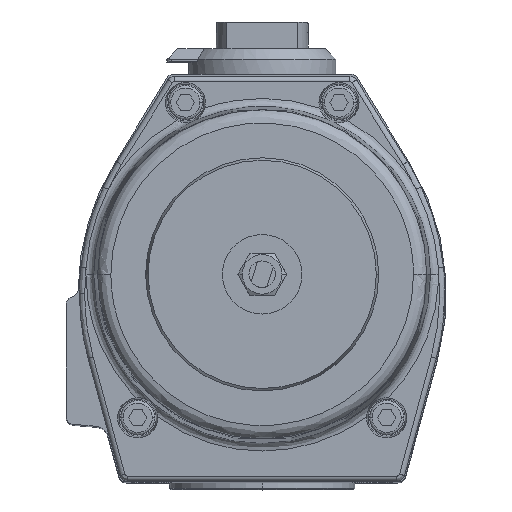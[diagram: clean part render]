
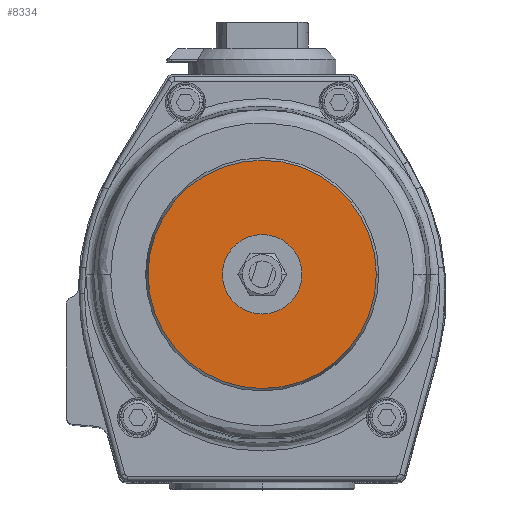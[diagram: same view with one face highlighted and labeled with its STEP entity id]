
A CAD part, top view. The second image highlights one B-rep face of the part: STEP entity #8334.
In plain terms, the highlighted planar face has unit normal (0, 0, 1).
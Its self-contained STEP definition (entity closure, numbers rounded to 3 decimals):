
#55 = DIRECTION ( 'NONE',  ( 0., 0., 1. ) ) ;
#308 = EDGE_LOOP ( 'NONE', ( #14599, #12262 ) ) ;
#380 = DIRECTION ( 'NONE',  ( -1., 0., 0. ) ) ;
#1288 = AXIS2_PLACEMENT_3D ( 'NONE', #13042, #55, #11887 ) ;
#1497 = CIRCLE ( 'NONE', #13517, 15. ) ;
#1810 = FACE_BOUND ( 'NONE', #308, .T. ) ;
#1863 = EDGE_CURVE ( 'NONE', #8018, #5908, #13979, .T. ) ;
#3502 = CARTESIAN_POINT ( 'NONE',  ( 43.09, 0., 0. ) ) ;
#3653 = CARTESIAN_POINT ( 'NONE',  ( 0., 0., 0. ) ) ;
#4030 = FACE_OUTER_BOUND ( 'NONE', #6464, .T. ) ;
#4497 = DIRECTION ( 'NONE',  ( -1., 0., 0. ) ) ;
#4690 = ORIENTED_EDGE ( 'NONE', *, *, #1863, .F. ) ;
#4885 = DIRECTION ( 'NONE',  ( -1., 0., 0. ) ) ;
#5537 = CIRCLE ( 'NONE', #13088, 15. ) ;
#5851 = DIRECTION ( 'NONE',  ( 0., 0., -1. ) ) ;
#5908 = VERTEX_POINT ( 'NONE', #10086 ) ;
#6464 = EDGE_LOOP ( 'NONE', ( #6830, #4690 ) ) ;
#6830 = ORIENTED_EDGE ( 'NONE', *, *, #7351, .F. ) ;
#7351 = EDGE_CURVE ( 'NONE', #5908, #8018, #8320, .T. ) ;
#7506 = DIRECTION ( 'NONE',  ( 0., 0., -1. ) ) ;
#7610 = VERTEX_POINT ( 'NONE', #8726 ) ;
#8018 = VERTEX_POINT ( 'NONE', #3502 ) ;
#8029 = DIRECTION ( 'NONE',  ( 0., 0., -1. ) ) ;
#8051 = DIRECTION ( 'NONE',  ( -1., 0., 0. ) ) ;
#8320 = CIRCLE ( 'NONE', #12299, 43.09 ) ;
#8334 = ADVANCED_FACE ( 'NONE', ( #1810, #4030 ), #15292, .T. ) ;
#8726 = CARTESIAN_POINT ( 'NONE',  ( -15., 0., 0. ) ) ;
#8944 = EDGE_CURVE ( 'NONE', #14719, #7610, #5537, .T. ) ;
#9175 = DIRECTION ( 'NONE',  ( 0., 0., -1. ) ) ;
#10086 = CARTESIAN_POINT ( 'NONE',  ( -43.09, 0., 0. ) ) ;
#11467 = CARTESIAN_POINT ( 'NONE',  ( 0., 0., 0. ) ) ;
#11487 = CARTESIAN_POINT ( 'NONE',  ( 0., 0., 0. ) ) ;
#11887 = DIRECTION ( 'NONE',  ( 1., 0., 0. ) ) ;
#12262 = ORIENTED_EDGE ( 'NONE', *, *, #8944, .T. ) ;
#12299 = AXIS2_PLACEMENT_3D ( 'NONE', #11467, #8029, #4497 ) ;
#12503 = AXIS2_PLACEMENT_3D ( 'NONE', #11487, #9175, #8051 ) ;
#13042 = CARTESIAN_POINT ( 'NONE',  ( 0., 43.09, 0. ) ) ;
#13088 = AXIS2_PLACEMENT_3D ( 'NONE', #13400, #7506, #380 ) ;
#13400 = CARTESIAN_POINT ( 'NONE',  ( 0., 0., 0. ) ) ;
#13470 = EDGE_CURVE ( 'NONE', #7610, #14719, #1497, .T. ) ;
#13517 = AXIS2_PLACEMENT_3D ( 'NONE', #3653, #5851, #4885 ) ;
#13683 = CARTESIAN_POINT ( 'NONE',  ( 15., 0., 0. ) ) ;
#13979 = CIRCLE ( 'NONE', #12503, 43.09 ) ;
#14599 = ORIENTED_EDGE ( 'NONE', *, *, #13470, .T. ) ;
#14719 = VERTEX_POINT ( 'NONE', #13683 ) ;
#15292 = PLANE ( 'NONE',  #1288 ) ;
